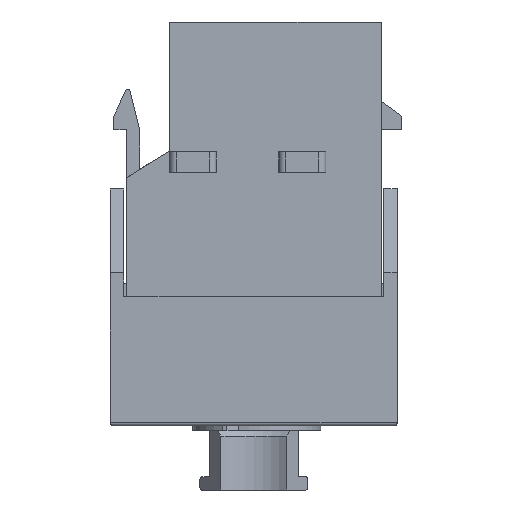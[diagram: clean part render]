
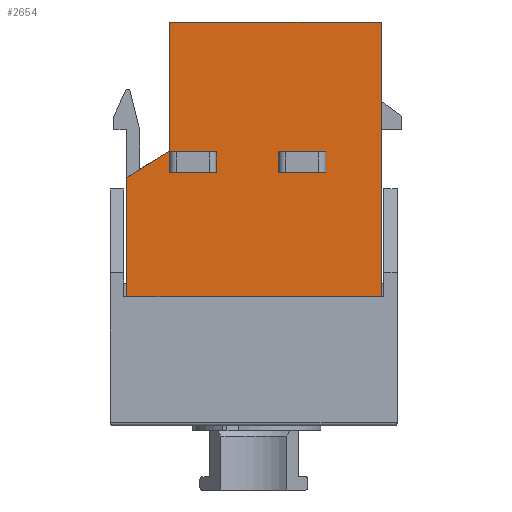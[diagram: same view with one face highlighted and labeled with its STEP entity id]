
A CAD part, left-side view. The second image highlights one B-rep face of the part: STEP entity #2654.
In plain terms, the highlighted face is planar.
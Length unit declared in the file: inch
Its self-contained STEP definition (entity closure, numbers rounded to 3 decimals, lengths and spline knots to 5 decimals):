
#79 = CARTESIAN_POINT ( 'NONE',  ( 0.285, 0.442, 0.462 ) ) ;
#168 = VERTEX_POINT ( 'NONE', #10509 ) ;
#328 = LINE ( 'NONE', #2167, #3848 ) ;
#383 = CARTESIAN_POINT ( 'NONE',  ( 0.285, 0.314, 0.382 ) ) ;
#512 = CARTESIAN_POINT ( 'NONE',  ( 0.285, 0.314, 0.382 ) ) ;
#889 = ORIENTED_EDGE ( 'NONE', *, *, #16775, .F. ) ;
#990 = LINE ( 'NONE', #7209, #4497 ) ;
#1077 = CARTESIAN_POINT ( 'NONE',  ( 0.285, -0.01, 0.445 ) ) ;
#1131 = VECTOR ( 'NONE', #18561, 39.37008 ) ;
#1199 = ORIENTED_EDGE ( 'NONE', *, *, #13339, .F. ) ;
#1233 = DIRECTION ( 'NONE',  ( 0., 0., 1. ) ) ;
#1469 = LINE ( 'NONE', #13228, #17010 ) ;
#1483 = ORIENTED_EDGE ( 'NONE', *, *, #2621, .F. ) ;
#1501 = VERTEX_POINT ( 'NONE', #5294 ) ;
#1564 = VERTEX_POINT ( 'NONE', #6991 ) ;
#1585 = VERTEX_POINT ( 'NONE', #16162 ) ;
#1643 = VERTEX_POINT ( 'NONE', #5692 ) ;
#1997 = DIRECTION ( 'NONE',  ( 0., -1., 0. ) ) ;
#2092 = ORIENTED_EDGE ( 'NONE', *, *, #18229, .F. ) ;
#2167 = CARTESIAN_POINT ( 'NONE',  ( 0.285, 0.314, 0.382 ) ) ;
#2176 = LINE ( 'NONE', #11287, #10191 ) ;
#2287 = CARTESIAN_POINT ( 'NONE',  ( 0.285, -0.149, 0.385 ) ) ;
#2621 = EDGE_CURVE ( 'NONE', #1564, #168, #16598, .T. ) ;
#2654 = ADVANCED_FACE ( 'NONE', ( #12107, #16121, #8587 ), #15431, .F. ) ;
#3023 = LINE ( 'NONE', #13354, #18086 ) ;
#3531 = LINE ( 'NONE', #7953, #11518 ) ;
#3588 = VECTOR ( 'NONE', #7006, 39.37008 ) ;
#3803 = VERTEX_POINT ( 'NONE', #7030 ) ;
#3824 = VERTEX_POINT ( 'NONE', #1077 ) ;
#3828 = DIRECTION ( 'NONE',  ( 0., -1., 0. ) ) ;
#3848 = VECTOR ( 'NONE', #9663, 39.37008 ) ;
#4082 = VERTEX_POINT ( 'NONE', #79 ) ;
#4201 = ORIENTED_EDGE ( 'NONE', *, *, #10442, .F. ) ;
#4471 = DIRECTION ( 'NONE',  ( 0., 1., 0. ) ) ;
#4497 = VECTOR ( 'NONE', #19265, 39.37008 ) ;
#4571 = VECTOR ( 'NONE', #12411, 39.37008 ) ;
#5097 = LINE ( 'NONE', #8020, #1131 ) ;
#5294 = CARTESIAN_POINT ( 'NONE',  ( 0.285, 0.442, 0.868 ) ) ;
#5464 = EDGE_CURVE ( 'NONE', #13107, #18274, #5097, .T. ) ;
#5507 = CARTESIAN_POINT ( 'NONE',  ( 0.285, -0.149, 0.385 ) ) ;
#5692 = CARTESIAN_POINT ( 'NONE',  ( 0.285, 0.314, 0.445 ) ) ;
#6116 = LINE ( 'NONE', #12575, #17668 ) ;
#6238 = EDGE_CURVE ( 'NONE', #1585, #1501, #12607, .T. ) ;
#6258 = ORIENTED_EDGE ( 'NONE', *, *, #12182, .T. ) ;
#6504 = EDGE_CURVE ( 'NONE', #17244, #12352, #7575, .T. ) ;
#6506 = EDGE_LOOP ( 'NONE', ( #11341, #1483, #15135, #6673, #7185, #6258 ) ) ;
#6524 = LINE ( 'NONE', #10000, #14094 ) ;
#6673 = ORIENTED_EDGE ( 'NONE', *, *, #16524, .T. ) ;
#6793 = DIRECTION ( 'NONE',  ( 0., 0., 1. ) ) ;
#6991 = CARTESIAN_POINT ( 'NONE',  ( 0.285, 0.314, 0.382 ) ) ;
#7006 = DIRECTION ( 'NONE',  ( 0., 0., -1. ) ) ;
#7030 = CARTESIAN_POINT ( 'NONE',  ( 0.285, -0.01, 0.385 ) ) ;
#7185 = ORIENTED_EDGE ( 'NONE', *, *, #6238, .F. ) ;
#7209 = CARTESIAN_POINT ( 'NONE',  ( 0.285, 0.175, 0.385 ) ) ;
#7575 = LINE ( 'NONE', #5507, #3588 ) ;
#7577 = VECTOR ( 'NONE', #1233, 39.37008 ) ;
#7886 = DIRECTION ( 'NONE',  ( 0., 1., 0. ) ) ;
#7953 = CARTESIAN_POINT ( 'NONE',  ( 0.285, 0.314, 0. ) ) ;
#8020 = CARTESIAN_POINT ( 'NONE',  ( 0.285, 0.314, 0.385 ) ) ;
#8038 = CARTESIAN_POINT ( 'NONE',  ( 0.285, 0.175, 0.385 ) ) ;
#8554 = EDGE_CURVE ( 'NONE', #1564, #4082, #328, .T. ) ;
#8587 = FACE_BOUND ( 'NONE', #13164, .T. ) ;
#9393 = EDGE_CURVE ( 'NONE', #12749, #13107, #990, .T. ) ;
#9565 = ORIENTED_EDGE ( 'NONE', *, *, #6504, .F. ) ;
#9663 = DIRECTION ( 'NONE',  ( 0., 0.848, 0.53 ) ) ;
#10000 = CARTESIAN_POINT ( 'NONE',  ( 0.285, 0.314, 0.445 ) ) ;
#10191 = VECTOR ( 'NONE', #6793, 39.37008 ) ;
#10354 = DIRECTION ( 'NONE',  ( 0., 0., 1. ) ) ;
#10442 = EDGE_CURVE ( 'NONE', #3824, #17244, #11347, .T. ) ;
#10509 = CARTESIAN_POINT ( 'NONE',  ( 0.285, 0.314, 0. ) ) ;
#11005 = DIRECTION ( 'NONE',  ( -1., 0., 0. ) ) ;
#11244 = CARTESIAN_POINT ( 'NONE',  ( 0.285, -0.01, 0.445 ) ) ;
#11287 = CARTESIAN_POINT ( 'NONE',  ( 0.285, 0.442, 0.722 ) ) ;
#11341 = ORIENTED_EDGE ( 'NONE', *, *, #17370, .T. ) ;
#11347 = LINE ( 'NONE', #11244, #15365 ) ;
#11518 = VECTOR ( 'NONE', #7886, 39.37008 ) ;
#11582 = LINE ( 'NONE', #19257, #7577 ) ;
#11751 = DIRECTION ( 'NONE',  ( 0., 1., 0. ) ) ;
#12012 = ORIENTED_EDGE ( 'NONE', *, *, #5464, .F. ) ;
#12107 = FACE_BOUND ( 'NONE', #17131, .T. ) ;
#12182 = EDGE_CURVE ( 'NONE', #1585, #17597, #6116, .T. ) ;
#12352 = VERTEX_POINT ( 'NONE', #2287 ) ;
#12411 = DIRECTION ( 'NONE',  ( 0., 0., -1. ) ) ;
#12575 = CARTESIAN_POINT ( 'NONE',  ( 0.285, -0.314, 0.382 ) ) ;
#12607 = LINE ( 'NONE', #17965, #16133 ) ;
#12709 = ORIENTED_EDGE ( 'NONE', *, *, #9393, .F. ) ;
#12749 = VERTEX_POINT ( 'NONE', #18974 ) ;
#13061 = DIRECTION ( 'NONE',  ( 0., -1., 0. ) ) ;
#13107 = VERTEX_POINT ( 'NONE', #8038 ) ;
#13112 = CARTESIAN_POINT ( 'NONE',  ( 0.285, -0.314, 0. ) ) ;
#13164 = EDGE_LOOP ( 'NONE', ( #889, #9565, #4201, #14148 ) ) ;
#13228 = CARTESIAN_POINT ( 'NONE',  ( 0.285, -0.01, 0.385 ) ) ;
#13339 = EDGE_CURVE ( 'NONE', #1643, #12749, #6524, .T. ) ;
#13354 = CARTESIAN_POINT ( 'NONE',  ( 0.285, -0.01, 0.385 ) ) ;
#14091 = DIRECTION ( 'NONE',  ( 0., 0., -1. ) ) ;
#14094 = VECTOR ( 'NONE', #13061, 39.37008 ) ;
#14148 = ORIENTED_EDGE ( 'NONE', *, *, #14644, .F. ) ;
#14644 = EDGE_CURVE ( 'NONE', #3803, #3824, #3023, .T. ) ;
#15135 = ORIENTED_EDGE ( 'NONE', *, *, #8554, .T. ) ;
#15365 = VECTOR ( 'NONE', #3828, 39.37008 ) ;
#15431 = PLANE ( 'NONE',  #19311 ) ;
#16121 = FACE_OUTER_BOUND ( 'NONE', #6506, .T. ) ;
#16133 = VECTOR ( 'NONE', #4471, 39.37008 ) ;
#16162 = CARTESIAN_POINT ( 'NONE',  ( 0.285, -0.314, 0.868 ) ) ;
#16524 = EDGE_CURVE ( 'NONE', #4082, #1501, #2176, .T. ) ;
#16598 = LINE ( 'NONE', #383, #4571 ) ;
#16608 = CARTESIAN_POINT ( 'NONE',  ( 0.285, -0.149, 0.445 ) ) ;
#16775 = EDGE_CURVE ( 'NONE', #12352, #3803, #1469, .T. ) ;
#17010 = VECTOR ( 'NONE', #11751, 39.37008 ) ;
#17131 = EDGE_LOOP ( 'NONE', ( #12012, #12709, #1199, #2092 ) ) ;
#17244 = VERTEX_POINT ( 'NONE', #16608 ) ;
#17370 = EDGE_CURVE ( 'NONE', #17597, #168, #3531, .T. ) ;
#17597 = VERTEX_POINT ( 'NONE', #13112 ) ;
#17668 = VECTOR ( 'NONE', #14091, 39.37008 ) ;
#17965 = CARTESIAN_POINT ( 'NONE',  ( 0.285, 0.442, 0.868 ) ) ;
#18063 = CARTESIAN_POINT ( 'NONE',  ( 0.285, 0.314, 0.385 ) ) ;
#18086 = VECTOR ( 'NONE', #10354, 39.37008 ) ;
#18229 = EDGE_CURVE ( 'NONE', #18274, #1643, #11582, .T. ) ;
#18274 = VERTEX_POINT ( 'NONE', #18063 ) ;
#18561 = DIRECTION ( 'NONE',  ( 0., 1., 0. ) ) ;
#18974 = CARTESIAN_POINT ( 'NONE',  ( 0.285, 0.175, 0.445 ) ) ;
#19257 = CARTESIAN_POINT ( 'NONE',  ( 0.285, 0.314, 0.385 ) ) ;
#19265 = DIRECTION ( 'NONE',  ( 0., 0., -1. ) ) ;
#19311 = AXIS2_PLACEMENT_3D ( 'NONE', #512, #11005, #1997 ) ;
